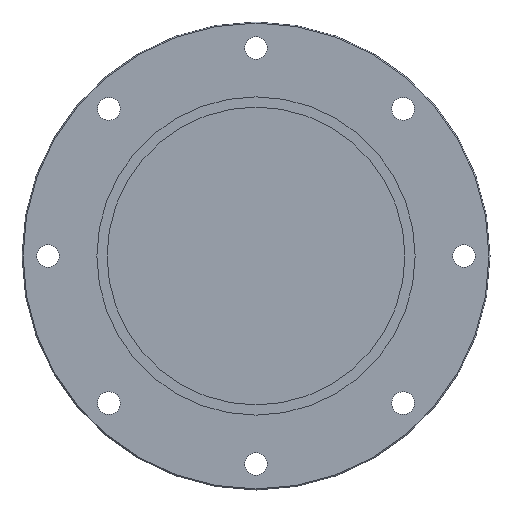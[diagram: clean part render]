
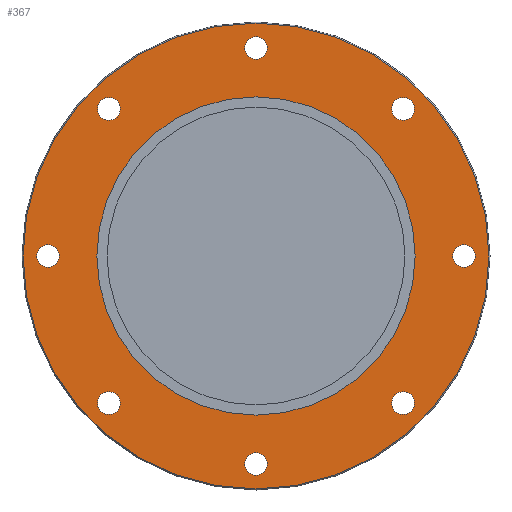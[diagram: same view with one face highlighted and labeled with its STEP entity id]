
A CAD part, left-side view. The second image highlights one B-rep face of the part: STEP entity #367.
In plain terms, the highlighted planar face has unit normal (-1, 0, 0).
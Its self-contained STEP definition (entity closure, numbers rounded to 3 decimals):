
#15=FACE_BOUND('',#67,.T.);
#16=FACE_BOUND('',#68,.T.);
#17=FACE_BOUND('',#69,.T.);
#18=FACE_BOUND('',#70,.T.);
#19=FACE_BOUND('',#71,.T.);
#20=FACE_BOUND('',#72,.T.);
#21=FACE_BOUND('',#73,.T.);
#22=FACE_BOUND('',#74,.T.);
#23=FACE_BOUND('',#75,.T.);
#33=PLANE('',#433);
#49=FACE_OUTER_BOUND('',#66,.T.);
#66=EDGE_LOOP('',(#295));
#67=EDGE_LOOP('',(#296));
#68=EDGE_LOOP('',(#297));
#69=EDGE_LOOP('',(#298));
#70=EDGE_LOOP('',(#299));
#71=EDGE_LOOP('',(#300));
#72=EDGE_LOOP('',(#301));
#73=EDGE_LOOP('',(#302));
#74=EDGE_LOOP('',(#303));
#75=EDGE_LOOP('',(#304,#305));
#119=CIRCLE('',#397,5.5);
#122=CIRCLE('',#401,5.5);
#125=CIRCLE('',#405,5.5);
#128=CIRCLE('',#409,5.5);
#131=CIRCLE('',#413,5.5);
#134=CIRCLE('',#417,5.5);
#137=CIRCLE('',#421,5.5);
#140=CIRCLE('',#425,5.5);
#141=CIRCLE('',#427,112.);
#146=CIRCLE('',#434,76.5);
#147=CIRCLE('',#435,76.5);
#157=VERTEX_POINT('',#580);
#160=VERTEX_POINT('',#588);
#163=VERTEX_POINT('',#596);
#166=VERTEX_POINT('',#604);
#169=VERTEX_POINT('',#612);
#172=VERTEX_POINT('',#620);
#175=VERTEX_POINT('',#628);
#178=VERTEX_POINT('',#636);
#179=VERTEX_POINT('',#640);
#184=VERTEX_POINT('',#654);
#185=VERTEX_POINT('',#655);
#196=EDGE_CURVE('',#157,#157,#119,.T.);
#200=EDGE_CURVE('',#160,#160,#122,.T.);
#204=EDGE_CURVE('',#163,#163,#125,.T.);
#208=EDGE_CURVE('',#166,#166,#128,.T.);
#212=EDGE_CURVE('',#169,#169,#131,.T.);
#216=EDGE_CURVE('',#172,#172,#134,.T.);
#220=EDGE_CURVE('',#175,#175,#137,.T.);
#224=EDGE_CURVE('',#178,#178,#140,.T.);
#225=EDGE_CURVE('',#179,#179,#141,.T.);
#232=EDGE_CURVE('',#184,#185,#146,.T.);
#233=EDGE_CURVE('',#185,#184,#147,.T.);
#295=ORIENTED_EDGE('',*,*,#225,.F.);
#296=ORIENTED_EDGE('',*,*,#196,.T.);
#297=ORIENTED_EDGE('',*,*,#200,.T.);
#298=ORIENTED_EDGE('',*,*,#204,.T.);
#299=ORIENTED_EDGE('',*,*,#208,.T.);
#300=ORIENTED_EDGE('',*,*,#212,.T.);
#301=ORIENTED_EDGE('',*,*,#216,.T.);
#302=ORIENTED_EDGE('',*,*,#220,.T.);
#303=ORIENTED_EDGE('',*,*,#224,.T.);
#304=ORIENTED_EDGE('',*,*,#232,.F.);
#305=ORIENTED_EDGE('',*,*,#233,.F.);
#367=ADVANCED_FACE('',(#49,#15,#16,#17,#18,#19,#20,#21,#22,#23),#33,.T.);
#397=AXIS2_PLACEMENT_3D('',#582,#458,#459);
#401=AXIS2_PLACEMENT_3D('',#590,#467,#468);
#405=AXIS2_PLACEMENT_3D('',#598,#476,#477);
#409=AXIS2_PLACEMENT_3D('',#606,#485,#486);
#413=AXIS2_PLACEMENT_3D('',#614,#494,#495);
#417=AXIS2_PLACEMENT_3D('',#622,#503,#504);
#421=AXIS2_PLACEMENT_3D('',#630,#512,#513);
#425=AXIS2_PLACEMENT_3D('',#638,#521,#522);
#427=AXIS2_PLACEMENT_3D('',#641,#525,#526);
#433=AXIS2_PLACEMENT_3D('',#653,#539,#540);
#434=AXIS2_PLACEMENT_3D('',#656,#541,#542);
#435=AXIS2_PLACEMENT_3D('',#657,#543,#544);
#458=DIRECTION('center_axis',(1.,0.,0.));
#459=DIRECTION('ref_axis',(0.,0.707,-0.707));
#467=DIRECTION('center_axis',(1.,0.,0.));
#468=DIRECTION('ref_axis',(0.,1.,0.));
#476=DIRECTION('center_axis',(1.,0.,0.));
#477=DIRECTION('ref_axis',(0.,0.707,0.707));
#485=DIRECTION('center_axis',(1.,0.,0.));
#486=DIRECTION('ref_axis',(0.,0.,1.));
#494=DIRECTION('center_axis',(1.,0.,0.));
#495=DIRECTION('ref_axis',(0.,-0.707,0.707));
#503=DIRECTION('center_axis',(1.,0.,0.));
#504=DIRECTION('ref_axis',(0.,-1.,0.));
#512=DIRECTION('center_axis',(1.,0.,0.));
#513=DIRECTION('ref_axis',(0.,-0.707,-0.707));
#521=DIRECTION('center_axis',(1.,0.,0.));
#522=DIRECTION('ref_axis',(0.,0.,-1.));
#525=DIRECTION('center_axis',(1.,0.,0.));
#526=DIRECTION('ref_axis',(0.,0.,-1.));
#539=DIRECTION('center_axis',(-1.,0.,0.));
#540=DIRECTION('ref_axis',(0.,0.,1.));
#541=DIRECTION('center_axis',(-1.,0.,0.));
#542=DIRECTION('ref_axis',(0.,0.,1.));
#543=DIRECTION('center_axis',(-1.,0.,0.));
#544=DIRECTION('ref_axis',(0.,0.,1.));
#580=CARTESIAN_POINT('',(-12.,-74.6,74.6));
#582=CARTESIAN_POINT('Origin',(-12.,-70.711,70.711));
#588=CARTESIAN_POINT('',(-12.,-105.5,0.));
#590=CARTESIAN_POINT('Origin',(-12.,-100.,0.));
#596=CARTESIAN_POINT('',(-12.,-74.6,-74.6));
#598=CARTESIAN_POINT('Origin',(-12.,-70.711,-70.711));
#604=CARTESIAN_POINT('',(-12.,0.,-105.5));
#606=CARTESIAN_POINT('Origin',(-12.,0.,-100.));
#612=CARTESIAN_POINT('',(-12.,74.6,-74.6));
#614=CARTESIAN_POINT('Origin',(-12.,70.711,-70.711));
#620=CARTESIAN_POINT('',(-12.,105.5,0.));
#622=CARTESIAN_POINT('Origin',(-12.,100.,0.));
#628=CARTESIAN_POINT('',(-12.,74.6,74.6));
#630=CARTESIAN_POINT('Origin',(-12.,70.711,70.711));
#636=CARTESIAN_POINT('',(-12.,0.,105.5));
#638=CARTESIAN_POINT('Origin',(-12.,0.,100.));
#640=CARTESIAN_POINT('',(-12.,0.,112.));
#641=CARTESIAN_POINT('Origin',(-12.,0.,0.));
#653=CARTESIAN_POINT('Origin',(-12.,0.,76.5));
#654=CARTESIAN_POINT('',(-12.,0.,76.5));
#655=CARTESIAN_POINT('',(-12.,0.,-76.5));
#656=CARTESIAN_POINT('Origin',(-12.,0.,0.));
#657=CARTESIAN_POINT('Origin',(-12.,0.,0.));
